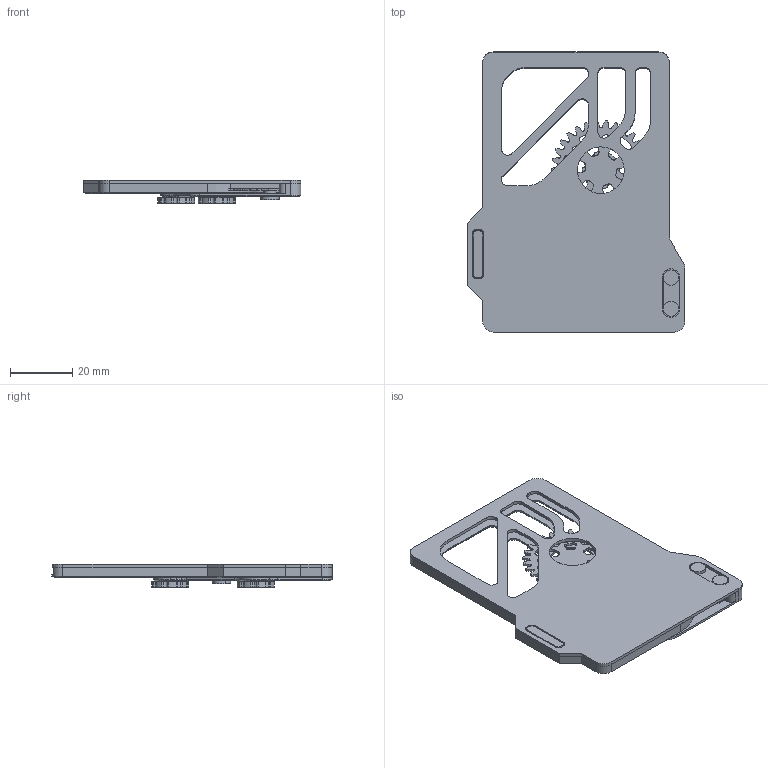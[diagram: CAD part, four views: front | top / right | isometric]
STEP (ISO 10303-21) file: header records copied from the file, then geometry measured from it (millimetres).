
FILE_DESCRIPTION (( 'STEP AP214' ), '1' );
FILE_NAME ('HOoOlDEr.STEP', '2024-09-20T20:02:00', ( '' ), ( '' ), 'SwSTEP 2.0', 'SolidWorks 2021', '' );
FILE_SCHEMA (( 'AUTOMOTIVE_DESIGN' ));
Length unit declared in the file: millimetre
Products named in the file (9): ROD; stick; button; GearRack-1; Gear-30℅1; bracket; bottom; HOoOlDEr; top
Assembly tree (10 placements, depth 2):
  HOoOlDEr
    bottom
    top
    Gear-30℅1  x2
    GearRack-1
    bracket
    button  x2
    ROD
    stick
Bounding box: 70 x 90 x 7.7 mm (x, y, z)
Volume: 11544.1 mm3; surface area: 24050.2 mm2
Topology: 10 solids, 10 shells, 1154 faces, 3144 edges, 1985 vertices
Faces by surface type: cylinder 516, plane 353, cone 165, bspline 120
Entity records: 31191 total; most frequent: CARTESIAN_POINT 10007, DIRECTION 4377, ORIENTED_EDGE 4372, EDGE_CURVE 2186, AXIS2_PLACEMENT_3D 1542, VERTEX_POINT 1392, LINE 1293, VECTOR 1293
